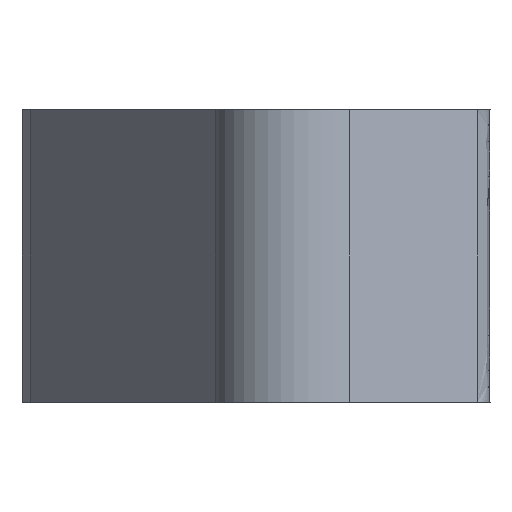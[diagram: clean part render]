
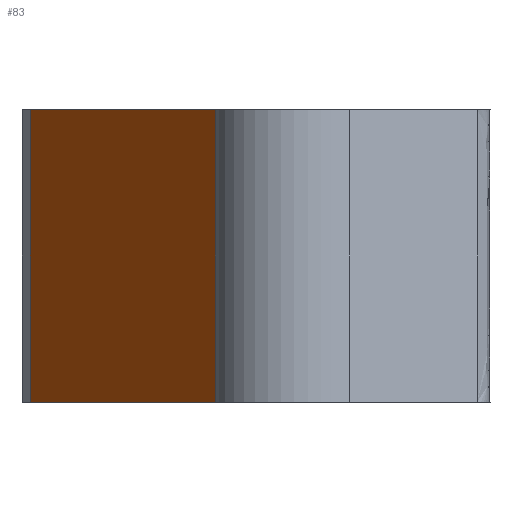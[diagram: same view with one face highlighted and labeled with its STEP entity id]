
A CAD part, left-side view. The second image highlights one B-rep face of the part: STEP entity #83.
In plain terms, the highlighted free-form (B-spline) face has degree [2, 1] with [3, 2] control points.
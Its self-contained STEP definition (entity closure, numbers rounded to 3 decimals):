
#83=ADVANCED_FACE('',(#153),#1047,.T.);
#153=FACE_OUTER_BOUND('',#223,.T.);
#223=EDGE_LOOP('',(#561,#562,#563,#564));
#561=ORIENTED_EDGE('',*,*,#737,.T.);
#562=ORIENTED_EDGE('',*,*,#735,.T.);
#563=ORIENTED_EDGE('',*,*,#738,.F.);
#564=ORIENTED_EDGE('',*,*,#736,.F.);
#735=EDGE_CURVE('',#1013,#1014,#907,.T.);
#736=EDGE_CURVE('',#1015,#1016,#908,.T.);
#737=EDGE_CURVE('',#1015,#1013,#909,.T.);
#738=EDGE_CURVE('',#1016,#1014,#910,.T.);
#907=(
BOUNDED_CURVE()
B_SPLINE_CURVE(1,(#2567,#2568),.UNSPECIFIED.,.F.,.F.)
B_SPLINE_CURVE_WITH_KNOTS((2,2),(0.,20.),.UNSPECIFIED.)
CURVE()
GEOMETRIC_REPRESENTATION_ITEM()
RATIONAL_B_SPLINE_CURVE((1.,1.))
REPRESENTATION_ITEM('')
);
#908=(
BOUNDED_CURVE()
B_SPLINE_CURVE(1,(#2569,#2570),.UNSPECIFIED.,.F.,.F.)
B_SPLINE_CURVE_WITH_KNOTS((2,2),(0.,20.),.UNSPECIFIED.)
CURVE()
GEOMETRIC_REPRESENTATION_ITEM()
RATIONAL_B_SPLINE_CURVE((1.,1.))
REPRESENTATION_ITEM('')
);
#909=(
BOUNDED_CURVE()
B_SPLINE_CURVE(2,(#2571,#2572,#2573),.UNSPECIFIED.,.F.,.F.)
B_SPLINE_CURVE_WITH_KNOTS((3,3),(247.08,299.456),
 .UNSPECIFIED.)
CURVE()
GEOMETRIC_REPRESENTATION_ITEM()
RATIONAL_B_SPLINE_CURVE((1.,1.,1.))
REPRESENTATION_ITEM('')
);
#910=(
BOUNDED_CURVE()
B_SPLINE_CURVE(2,(#2574,#2575,#2576),.UNSPECIFIED.,.F.,.F.)
B_SPLINE_CURVE_WITH_KNOTS((3,3),(247.08,299.456),
 .UNSPECIFIED.)
CURVE()
GEOMETRIC_REPRESENTATION_ITEM()
RATIONAL_B_SPLINE_CURVE((1.,1.,1.))
REPRESENTATION_ITEM('')
);
#1013=VERTEX_POINT('',#1967);
#1014=VERTEX_POINT('',#1968);
#1015=VERTEX_POINT('',#1969);
#1016=VERTEX_POINT('',#1970);
#1047=(
BOUNDED_SURFACE()
B_SPLINE_SURFACE(2,1,((#1851,#1852),(#1853,#1854),(#1855,#1856)),
 .UNSPECIFIED.,.F.,.F.,.F.)
B_SPLINE_SURFACE_WITH_KNOTS((3,3),(2,2),(247.08,299.456),
(0.,20.),.UNSPECIFIED.)
GEOMETRIC_REPRESENTATION_ITEM()
RATIONAL_B_SPLINE_SURFACE(((1.,1.),(1.,1.),(1.,1.)))
REPRESENTATION_ITEM('')
SURFACE()
);
#1851=CARTESIAN_POINT('',(-5.08,-0.624,-10.));
#1852=CARTESIAN_POINT('',(-5.08,-0.624,10.));
#1853=CARTESIAN_POINT('',(-30.49,-6.959,-10.));
#1854=CARTESIAN_POINT('',(-30.49,-6.959,10.));
#1855=CARTESIAN_POINT('',(-55.9,-13.295,-10.));
#1856=CARTESIAN_POINT('',(-55.9,-13.295,10.));
#1967=CARTESIAN_POINT('',(-55.9,-13.295,-10.));
#1968=CARTESIAN_POINT('',(-55.9,-13.295,10.));
#1969=CARTESIAN_POINT('',(-5.08,-0.624,-10.));
#1970=CARTESIAN_POINT('',(-5.08,-0.624,10.));
#2567=CARTESIAN_POINT('',(-55.9,-13.295,-10.));
#2568=CARTESIAN_POINT('',(-55.9,-13.295,10.));
#2569=CARTESIAN_POINT('',(-5.08,-0.624,-10.));
#2570=CARTESIAN_POINT('',(-5.08,-0.624,10.));
#2571=CARTESIAN_POINT('',(-5.08,-0.624,-10.));
#2572=CARTESIAN_POINT('',(-30.49,-6.959,-10.));
#2573=CARTESIAN_POINT('',(-55.9,-13.295,-10.));
#2574=CARTESIAN_POINT('',(-5.08,-0.624,10.));
#2575=CARTESIAN_POINT('',(-30.49,-6.959,10.));
#2576=CARTESIAN_POINT('',(-55.9,-13.295,10.));
